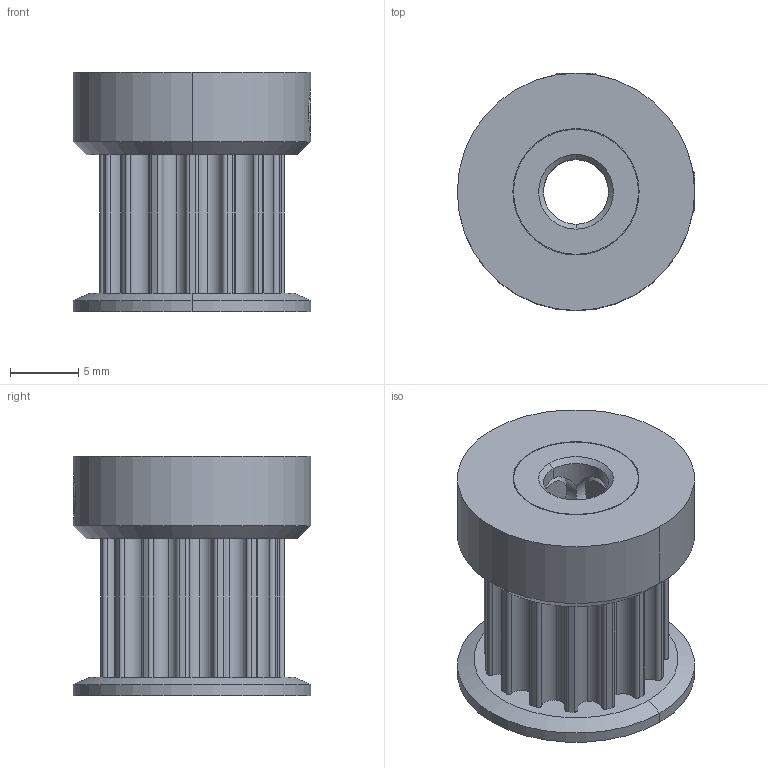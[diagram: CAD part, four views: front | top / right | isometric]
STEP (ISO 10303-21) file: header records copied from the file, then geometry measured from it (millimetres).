
FILE_DESCRIPTION((''),'2;1');
FILE_NAME('15-3M09-6CA2','2018-12-21T',('SYSTEM'),(''),'PRO/ENGINEER BY PARAMETRIC TECHNOLOGY CORPORATION, 2016360','PRO/ENGINEER BY PARAMETRIC TECHNOLOGY CORPORATION, 2016360','');
FILE_SCHEMA(('AUTOMOTIVE_DESIGN { 1 0 10303 214 1 1 1 1 }'));
Length unit declared in the file: inch
Products named in the file (1): 15-3M09-6CA2
Bounding box: 17.4 x 17.4 x 17.55 mm (x, y, z)
Volume: 2486.2 mm3; surface area: 2029.9 mm2
Topology: 1 solids, 1 shells, 138 faces, 374 edges, 246 vertices
Faces by surface type: cylinder 95, plane 25, cone 18
Entity records: 4981 total; most frequent: CARTESIAN_POINT 1192, DIRECTION 849, ORIENTED_EDGE 748, EDGE_CURVE 374, AXIS2_PLACEMENT_3D 348, VERTEX_POINT 246, CIRCLE 210, VECTOR 153
